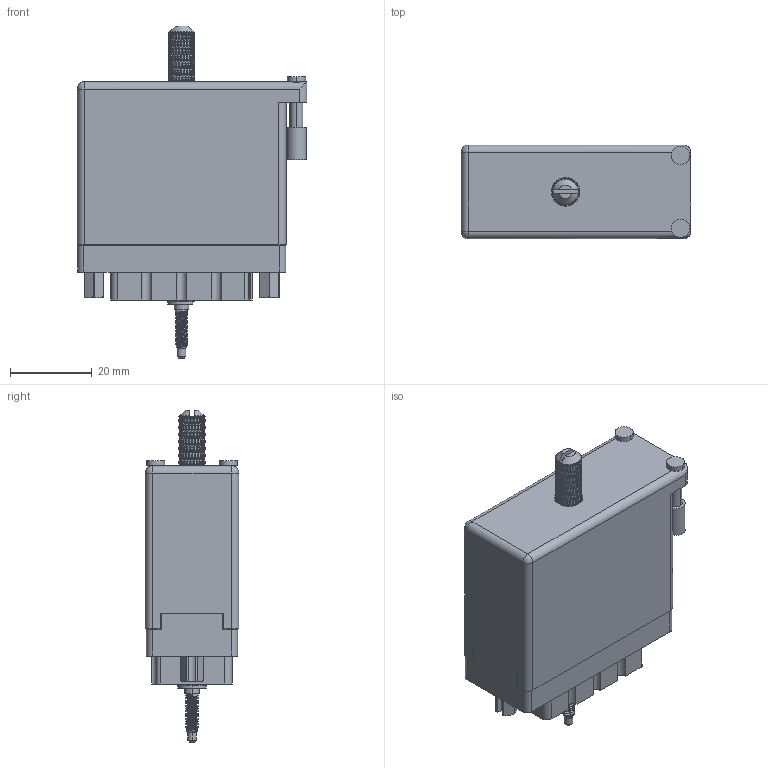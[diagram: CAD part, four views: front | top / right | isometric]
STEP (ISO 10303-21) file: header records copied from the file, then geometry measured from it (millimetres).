
FILE_DESCRIPTION (( 'STEP AP203' ), '1' );
FILE_NAME ('516-038-000-451.STEP', '2020-03-04T22:02:12', ( '' ), ( '' ), 'SwSTEP 2.0', 'SolidWorks 2016', '' );
FILE_SCHEMA (( 'CONFIG_CONTROL_DESIGN' ));
Length unit declared in the file: inch
Products named in the file (11): 516-230-001_Metal - 038 Side Entry; 516-221-038-102_039; 516-038-000-451; 516 Part Receptacle_038; 516-251-035-100; 516-253-138-107; 516-252-021-102_038; Actuating Screw Assy 038-056; 516-221-038-102_038; 516-250-038-111; 516-253-035-100
Assembly tree (12 placements, depth 3):
  516-038-000-451
    516 Part Receptacle_038
    516-230-001_Metal - 038 Side Entry
    516-252-021-102_038  x2
    516-221-038-102_038
    Actuating Screw Assy 038-056
      516-251-035-100
      516-253-035-100  x2
      516-253-138-107
      516-250-038-111
    516-221-038-102_039
Bounding box: 56.08 x 22.83 x 81.03 mm (x, y, z)
Volume: 21861.7 mm3; surface area: 31001.3 mm2
Topology: 11 solids, 11 shells, 2546 faces, 6317 edges, 3808 vertices
Faces by surface type: bspline 1034, plane 793, cylinder 665, cone 52, sphere 2
Entity records: 108396 total; most frequent: CARTESIAN_POINT 59228, ORIENTED_EDGE 12418, DIRECTION 7411, EDGE_CURVE 6209, VERTEX_POINT 3740, EDGE_LOOP 2633, AXIS2_PLACEMENT_3D 2547, FACE_OUTER_BOUND 2509
